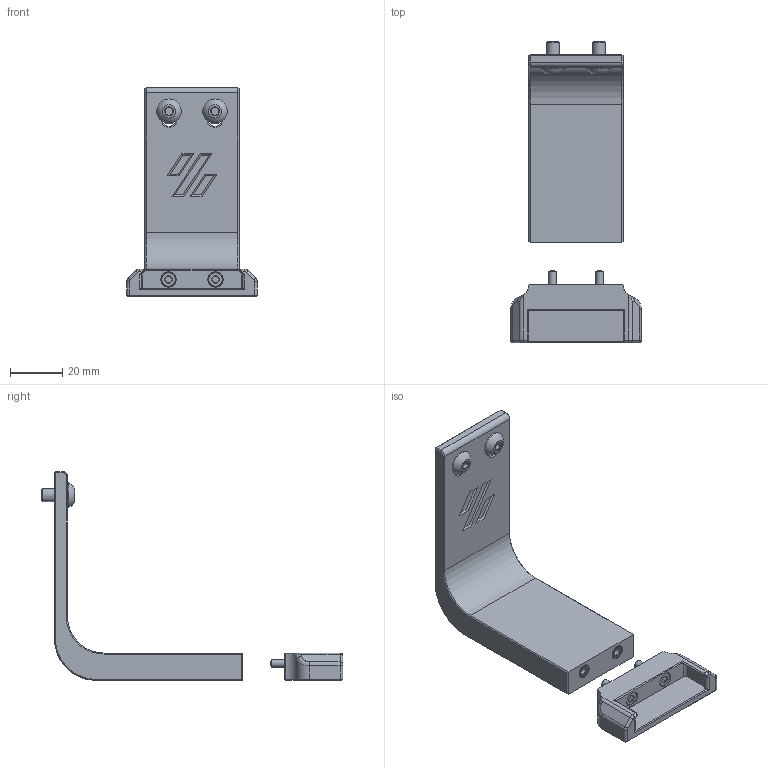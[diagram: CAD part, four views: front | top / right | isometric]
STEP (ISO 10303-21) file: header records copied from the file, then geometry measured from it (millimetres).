
FILE_DESCRIPTION(/* description */ (''),/* implementation_level */ '2;1');
FILE_NAME(/* name */ 'Gantry_Nozzle_Brush.step',/* time_stamp */ '2023-03-26T09:28:04-04:00',/* author */ (''),/* organization */ (''),/* preprocessor_version */ 'ST-DEVELOPER v19.2',/* originating_system */ 'Autodesk Translation Framework v11.17.0.187',/* authorisation */ '');
FILE_SCHEMA (('AUTOMOTIVE_DESIGN { 1 0 10303 214 3 1 1 }'));
Length unit declared in the file: millimetre
Products named in the file (7): Gantry Nozzle Brush; brush_holder; gantry_mount; hardware; M3_threaded_insert; M3x12_SHCS; M5x10_BHCS
Assembly tree (9 placements, depth 3):
  Gantry Nozzle Brush
    brush_holder
    gantry_mount
    hardware
      M3_threaded_insert  x2
      M3x12_SHCS  x2
      M5x10_BHCS  x2
Bounding box: 50 x 115.4 x 80 mm (x, y, z)
Volume: 46296.8 mm3; surface area: 18055.9 mm2
Topology: 8 solids, 8 shells, 465 faces, 1148 edges, 726 vertices
Faces by surface type: bspline 168, plane 129, cylinder 106, cone 60, sphere 2
Full cylindrical faces by diameter (mm): 2.9 x2, 3 x2, 3.3 x4, 4.2 x2, 4.25 x2, 4.6 x2, 4.7 x2, 5 x2, 5.5 x2, 5.9 x2, 9.5 x2
Entity records: 11075 total; most frequent: CARTESIAN_POINT 4333, ORIENTED_EDGE 1492, DIRECTION 1129, EDGE_CURVE 746, VERTEX_POINT 467, AXIS2_PLACEMENT_3D 435, EDGE_LOOP 335, FACE_OUTER_BOUND 307
